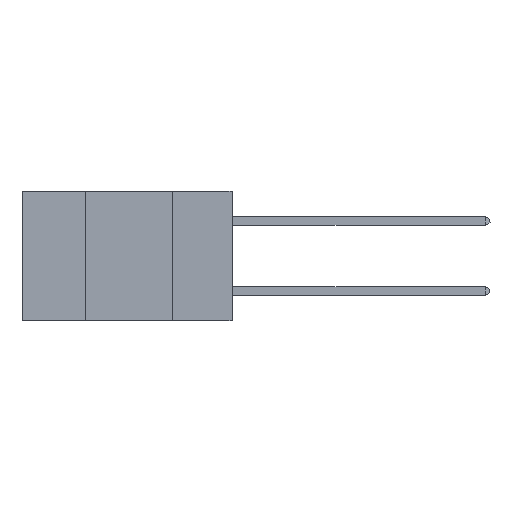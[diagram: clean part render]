
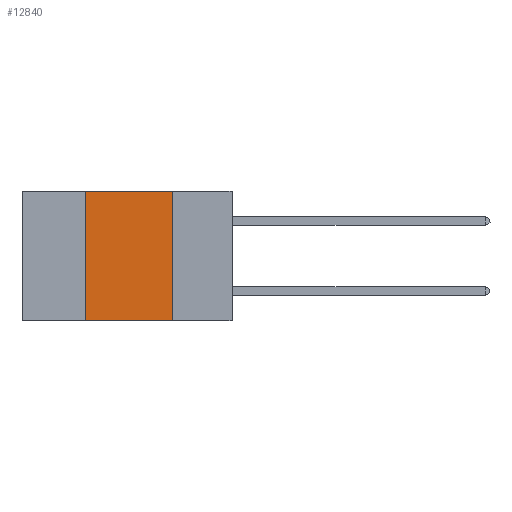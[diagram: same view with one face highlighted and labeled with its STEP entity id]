
A CAD part, left-side view. The second image highlights one B-rep face of the part: STEP entity #12840.
In plain terms, the highlighted planar face has unit normal (-1, 0, 0).
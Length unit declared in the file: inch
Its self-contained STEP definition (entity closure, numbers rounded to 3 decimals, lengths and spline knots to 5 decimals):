
#1574 = DIRECTION ( 'NONE',  ( 0., 0., -1. ) ) ;
#1734 = ORIENTED_EDGE ( 'NONE', *, *, #19164, .F. ) ;
#1842 = CARTESIAN_POINT ( 'NONE',  ( 0., 0.6, 0. ) ) ;
#3903 = CARTESIAN_POINT ( 'NONE',  ( 0., 0.6, -0.37 ) ) ;
#4393 = CARTESIAN_POINT ( 'NONE',  ( 0., 0.17, 0. ) ) ;
#4981 = LINE ( 'NONE', #6255, #25514 ) ;
#6163 = DIRECTION ( 'NONE',  ( 0., 0., 1. ) ) ;
#6255 = CARTESIAN_POINT ( 'NONE',  ( 0., 0.42, 0. ) ) ;
#6938 = LINE ( 'NONE', #3903, #9872 ) ;
#6954 = EDGE_CURVE ( 'NONE', #15969, #17473, #14916, .T. ) ;
#7089 = CARTESIAN_POINT ( 'NONE',  ( 0., 0.42, -0.37 ) ) ;
#8789 = CARTESIAN_POINT ( 'NONE',  ( 0., 0.6, 0. ) ) ;
#9039 = EDGE_CURVE ( 'NONE', #24337, #15969, #4981, .T. ) ;
#9872 = VECTOR ( 'NONE', #26857, 39.37008 ) ;
#10222 = VECTOR ( 'NONE', #1574, 39.37008 ) ;
#10280 = DIRECTION ( 'NONE',  ( 1., 0., 0. ) ) ;
#12840 = ADVANCED_FACE ( 'NONE', ( #24378 ), #16767, .F. ) ;
#13009 = ORIENTED_EDGE ( 'NONE', *, *, #6954, .F. ) ;
#13015 = CARTESIAN_POINT ( 'NONE',  ( 0., 0.17, -0.37 ) ) ;
#14231 = CARTESIAN_POINT ( 'NONE',  ( 0., 0.42, 0. ) ) ;
#14916 = LINE ( 'NONE', #8789, #16230 ) ;
#15015 = DIRECTION ( 'NONE',  ( 0., -1., 0. ) ) ;
#15824 = LINE ( 'NONE', #26345, #10222 ) ;
#15969 = VERTEX_POINT ( 'NONE', #14231 ) ;
#16230 = VECTOR ( 'NONE', #15015, 39.37008 ) ;
#16767 = PLANE ( 'NONE',  #23937 ) ;
#17473 = VERTEX_POINT ( 'NONE', #4393 ) ;
#18607 = DIRECTION ( 'NONE',  ( 0., 0., -1. ) ) ;
#19164 = EDGE_CURVE ( 'NONE', #17473, #26319, #15824, .T. ) ;
#19673 = EDGE_LOOP ( 'NONE', ( #1734, #13009, #21629, #23267 ) ) ;
#19810 = EDGE_CURVE ( 'NONE', #24337, #26319, #6938, .T. ) ;
#21629 = ORIENTED_EDGE ( 'NONE', *, *, #9039, .F. ) ;
#23267 = ORIENTED_EDGE ( 'NONE', *, *, #19810, .T. ) ;
#23937 = AXIS2_PLACEMENT_3D ( 'NONE', #1842, #10280, #18607 ) ;
#24337 = VERTEX_POINT ( 'NONE', #7089 ) ;
#24378 = FACE_OUTER_BOUND ( 'NONE', #19673, .T. ) ;
#25514 = VECTOR ( 'NONE', #6163, 39.37008 ) ;
#26319 = VERTEX_POINT ( 'NONE', #13015 ) ;
#26345 = CARTESIAN_POINT ( 'NONE',  ( 0., 0.17, 0. ) ) ;
#26857 = DIRECTION ( 'NONE',  ( 0., -1., 0. ) ) ;
